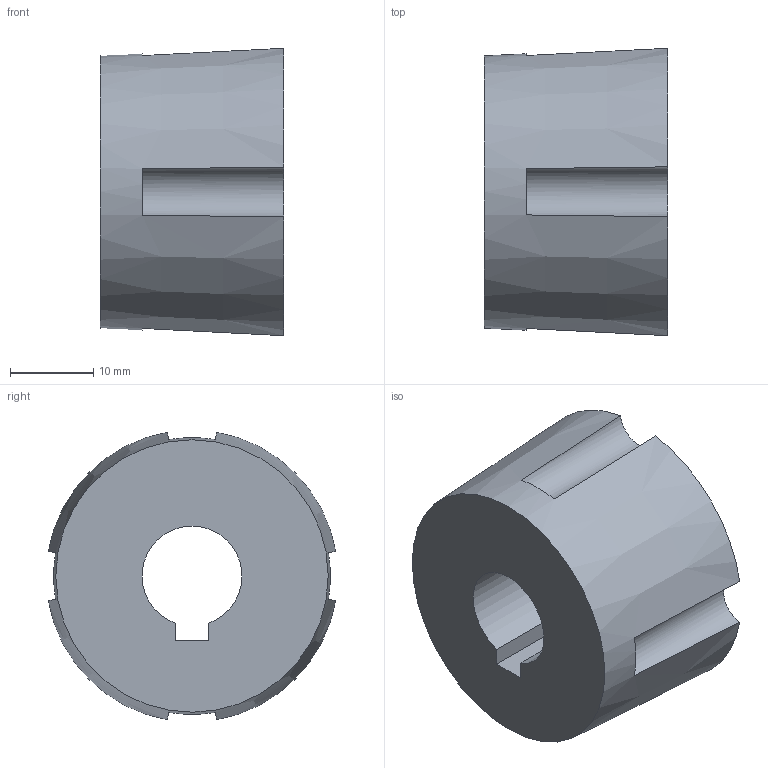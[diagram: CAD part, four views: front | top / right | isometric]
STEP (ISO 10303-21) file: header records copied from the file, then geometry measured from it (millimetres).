
FILE_DESCRIPTION(/* description */ (''),/* implementation_level */ '2;1');
FILE_NAME(/* name */ 'Taper lock.stp',/* time_stamp */ '2023-11-01T20:45:49+03:00',/* author */ (''),/* organization */ (''),/* preprocessor_version */ 'ST-DEVELOPER v16.7',/* originating_system */ 'SIEMENS PLM Software NX 12.0',/* authorisation */ '');
FILE_SCHEMA (('AUTOMOTIVE_DESIGN { 1 0 10303 214 3 1 1 1 }'));
Length unit declared in the file: millimetre
Products named in the file (1): Taper lock
Bounding box: 22 x 34.49 x 34.49 mm (x, y, z)
Volume: 16398.7 mm3; surface area: 4950.9 mm2
Topology: 1 solids, 1 shells, 15 faces, 39 edges, 26 vertices
Faces by surface type: plane 9, cylinder 5, cone 1
Entity records: 518 total; most frequent: CARTESIAN_POINT 126, DIRECTION 80, ORIENTED_EDGE 74, EDGE_CURVE 37, AXIS2_PLACEMENT_3D 35, VERTEX_POINT 25, CIRCLE 19, EDGE_LOOP 18
